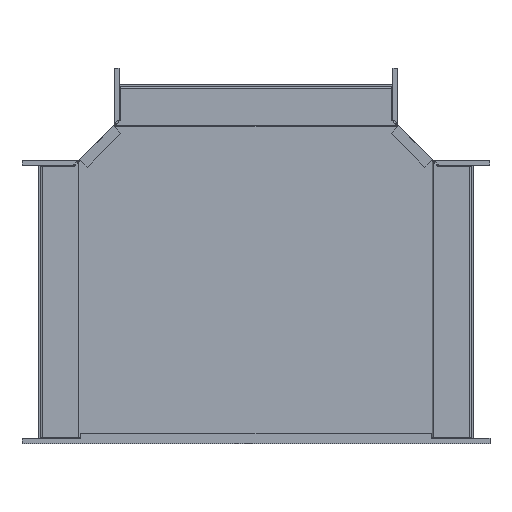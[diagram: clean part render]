
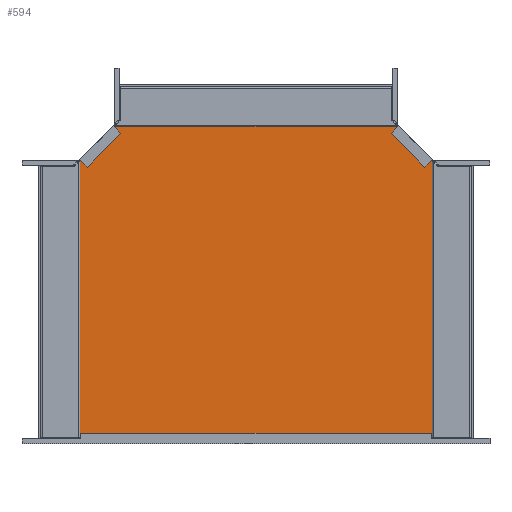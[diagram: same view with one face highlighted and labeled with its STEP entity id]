
A CAD part, front view. The second image highlights one B-rep face of the part: STEP entity #594.
In plain terms, the highlighted planar face has unit normal (0, -1, 0).
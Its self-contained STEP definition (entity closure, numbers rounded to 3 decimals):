
#8 = ORIENTED_EDGE ( 'NONE', *, *, #5153, .F. ) ;
#26 = ORIENTED_EDGE ( 'NONE', *, *, #2534, .F. ) ;
#34 = DIRECTION ( 'NONE',  ( 0.707, 0., -0.707 ) ) ;
#135 = CARTESIAN_POINT ( 'NONE',  ( 246.134, 0., 393.343 ) ) ;
#157 = VECTOR ( 'NONE', #4431, 1000. ) ;
#171 = VECTOR ( 'NONE', #3801, 1000. ) ;
#232 = VERTEX_POINT ( 'NONE', #3848 ) ;
#271 = LINE ( 'NONE', #5069, #3748 ) ;
#309 = CARTESIAN_POINT ( 'NONE',  ( 0., 0., 442.384 ) ) ;
#341 = EDGE_CURVE ( 'NONE', #5201, #3155, #5167, .T. ) ;
#394 = EDGE_CURVE ( 'NONE', #2826, #2148, #3107, .T. ) ;
#508 = CARTESIAN_POINT ( 'NONE',  ( 245.073, 0., 0. ) ) ;
#520 = EDGE_CURVE ( 'NONE', #232, #3664, #3293, .T. ) ;
#538 = CARTESIAN_POINT ( 'NONE',  ( 197.093, 0., 442.384 ) ) ;
#594 = ADVANCED_FACE ( 'NONE', ( #1489 ), #5356, .F. ) ;
#613 = CARTESIAN_POINT ( 'NONE',  ( -197.256, 0., 442.237 ) ) ;
#637 = EDGE_CURVE ( 'NONE', #3462, #2826, #5496, .T. ) ;
#683 = EDGE_CURVE ( 'NONE', #1480, #5175, #1579, .T. ) ;
#819 = VERTEX_POINT ( 'NONE', #3904 ) ;
#861 = CARTESIAN_POINT ( 'NONE',  ( 237.925, 0., 401.648 ) ) ;
#887 = LINE ( 'NONE', #861, #2944 ) ;
#975 = CARTESIAN_POINT ( 'NONE',  ( -197.093, 0., 442.384 ) ) ;
#990 = VERTEX_POINT ( 'NONE', #991 ) ;
#991 = CARTESIAN_POINT ( 'NONE',  ( 246.134, 0., 6.5 ) ) ;
#1017 = EDGE_CURVE ( 'NONE', #3462, #990, #5067, .T. ) ;
#1033 = CARTESIAN_POINT ( 'NONE',  ( -245.987, 0., 393.506 ) ) ;
#1110 = DIRECTION ( 'NONE',  ( -0.707, 0., -0.707 ) ) ;
#1144 = EDGE_LOOP ( 'NONE', ( #4095, #5214, #3809, #1237, #8, #3045, #3001, #3358, #2402, #4217, #3780, #2004, #1145, #3958, #26, #4168 ) ) ;
#1145 = ORIENTED_EDGE ( 'NONE', *, *, #683, .T. ) ;
#1162 = DIRECTION ( 'NONE',  ( 0., 0., 1. ) ) ;
#1170 = DIRECTION ( 'NONE',  ( -1., 0., 0. ) ) ;
#1237 = ORIENTED_EDGE ( 'NONE', *, *, #520, .F. ) ;
#1331 = EDGE_CURVE ( 'NONE', #3664, #990, #1474, .T. ) ;
#1346 = VERTEX_POINT ( 'NONE', #3150 ) ;
#1396 = DIRECTION ( 'NONE',  ( 0., 0., -1. ) ) ;
#1460 = CARTESIAN_POINT ( 'NONE',  ( -245.853, 0., 393.68 ) ) ;
#1474 = LINE ( 'NONE', #4442, #3466 ) ;
#1480 = VERTEX_POINT ( 'NONE', #4280 ) ;
#1489 = FACE_OUTER_BOUND ( 'NONE', #1144, .T. ) ;
#1491 = CARTESIAN_POINT ( 'NONE',  ( 197.256, 0., 442.237 ) ) ;
#1533 = VECTOR ( 'NONE', #1170, 1000. ) ;
#1555 = CARTESIAN_POINT ( 'NONE',  ( 245.073, 0., 6.5 ) ) ;
#1579 = LINE ( 'NONE', #2467, #2551 ) ;
#1892 = DIRECTION ( 'NONE',  ( 0., 0., 1. ) ) ;
#1939 = CARTESIAN_POINT ( 'NONE',  ( 246.134, 0., 393.343 ) ) ;
#1954 = CARTESIAN_POINT ( 'NONE',  ( 245.719, 0., 393.854 ) ) ;
#1980 = CARTESIAN_POINT ( 'NONE',  ( 197.43, 0., 442.103 ) ) ;
#2004 = ORIENTED_EDGE ( 'NONE', *, *, #5406, .F. ) ;
#2010 = LINE ( 'NONE', #3792, #4573 ) ;
#2044 = EDGE_CURVE ( 'NONE', #1346, #5544, #271, .T. ) ;
#2052 = B_SPLINE_CURVE_WITH_KNOTS ( 'NONE', 3,
 ( #2784, #1980, #1491, #538 ),
 .UNSPECIFIED., .F., .F.,
 ( 4, 4 ),
 ( 0.005, 0.006 ),
 .UNSPECIFIED. ) ;
#2053 = CARTESIAN_POINT ( 'NONE',  ( 245.073, 0., 0. ) ) ;
#2148 = VERTEX_POINT ( 'NONE', #3751 ) ;
#2273 = VECTOR ( 'NONE', #3441, 1000. ) ;
#2322 = CARTESIAN_POINT ( 'NONE',  ( -197.604, 0., 441.969 ) ) ;
#2352 = CARTESIAN_POINT ( 'NONE',  ( 245.987, 0., 393.506 ) ) ;
#2402 = ORIENTED_EDGE ( 'NONE', *, *, #3617, .T. ) ;
#2412 = DIRECTION ( 'NONE',  ( 0., 1., 0. ) ) ;
#2467 = CARTESIAN_POINT ( 'NONE',  ( -245.073, 0., 6.5 ) ) ;
#2534 = EDGE_CURVE ( 'NONE', #2148, #3340, #4612, .T. ) ;
#2551 = VECTOR ( 'NONE', #4212, 1000. ) ;
#2623 = CARTESIAN_POINT ( 'NONE',  ( -245.073, 0., 6.5 ) ) ;
#2784 = CARTESIAN_POINT ( 'NONE',  ( 197.604, 0., 441.969 ) ) ;
#2826 = VERTEX_POINT ( 'NONE', #1555 ) ;
#2869 = CARTESIAN_POINT ( 'NONE',  ( -246.134, 0., 393.343 ) ) ;
#2936 = VECTOR ( 'NONE', #1110, 1000. ) ;
#2944 = VECTOR ( 'NONE', #34, 1000. ) ;
#3001 = ORIENTED_EDGE ( 'NONE', *, *, #341, .F. ) ;
#3027 = CARTESIAN_POINT ( 'NONE',  ( -245.073, 0., 0. ) ) ;
#3045 = ORIENTED_EDGE ( 'NONE', *, *, #4200, .T. ) ;
#3107 = LINE ( 'NONE', #508, #157 ) ;
#3150 = CARTESIAN_POINT ( 'NONE',  ( -246.134, 0., 6.5 ) ) ;
#3155 = VERTEX_POINT ( 'NONE', #5305 ) ;
#3158 = CARTESIAN_POINT ( 'NONE',  ( 245.719, 0., 6.5 ) ) ;
#3196 = EDGE_CURVE ( 'NONE', #819, #5544, #4498, .T. ) ;
#3209 = CARTESIAN_POINT ( 'NONE',  ( -197.43, 0., 442.103 ) ) ;
#3246 = CARTESIAN_POINT ( 'NONE',  ( 0., 0., 0. ) ) ;
#3267 = CARTESIAN_POINT ( 'NONE',  ( -237.925, 0., 401.648 ) ) ;
#3293 = B_SPLINE_CURVE_WITH_KNOTS ( 'NONE', 3,
 ( #1954, #3302, #2352, #135 ),
 .UNSPECIFIED., .F., .F.,
 ( 4, 4 ),
 ( 0.005, 0.006 ),
 .UNSPECIFIED. ) ;
#3302 = CARTESIAN_POINT ( 'NONE',  ( 245.853, 0., 393.68 ) ) ;
#3332 = CARTESIAN_POINT ( 'NONE',  ( -197.604, 0., 441.969 ) ) ;
#3340 = VERTEX_POINT ( 'NONE', #3963 ) ;
#3358 = ORIENTED_EDGE ( 'NONE', *, *, #3587, .F. ) ;
#3441 = DIRECTION ( 'NONE',  ( 1., 0., 0. ) ) ;
#3462 = VERTEX_POINT ( 'NONE', #3158 ) ;
#3466 = VECTOR ( 'NONE', #1396, 1000. ) ;
#3587 = EDGE_CURVE ( 'NONE', #5430, #5201, #3594, .T. ) ;
#3594 = B_SPLINE_CURVE_WITH_KNOTS ( 'NONE', 3,
 ( #2322, #3209, #613, #5005 ),
 .UNSPECIFIED., .F., .F.,
 ( 4, 4 ),
 ( 0.005, 0.006 ),
 .UNSPECIFIED. ) ;
#3617 = EDGE_CURVE ( 'NONE', #5430, #819, #5040, .T. ) ;
#3664 = VERTEX_POINT ( 'NONE', #1939 ) ;
#3748 = VECTOR ( 'NONE', #1162, 1000. ) ;
#3751 = CARTESIAN_POINT ( 'NONE',  ( 245.073, 0., 0. ) ) ;
#3780 = ORIENTED_EDGE ( 'NONE', *, *, #2044, .F. ) ;
#3792 = CARTESIAN_POINT ( 'NONE',  ( 0., 0., 6.5 ) ) ;
#3801 = DIRECTION ( 'NONE',  ( -1., 0., 0. ) ) ;
#3809 = ORIENTED_EDGE ( 'NONE', *, *, #1331, .F. ) ;
#3832 = VECTOR ( 'NONE', #4204, 1000. ) ;
#3848 = CARTESIAN_POINT ( 'NONE',  ( 245.719, 0., 393.854 ) ) ;
#3904 = CARTESIAN_POINT ( 'NONE',  ( -245.719, 0., 393.854 ) ) ;
#3958 = ORIENTED_EDGE ( 'NONE', *, *, #5084, .T. ) ;
#3963 = CARTESIAN_POINT ( 'NONE',  ( -245.073, 0., 0. ) ) ;
#3996 = VERTEX_POINT ( 'NONE', #4191 ) ;
#4095 = ORIENTED_EDGE ( 'NONE', *, *, #637, .F. ) ;
#4108 = AXIS2_PLACEMENT_3D ( 'NONE', #3246, #2412, #1892 ) ;
#4168 = ORIENTED_EDGE ( 'NONE', *, *, #394, .F. ) ;
#4191 = CARTESIAN_POINT ( 'NONE',  ( 197.604, 0., 441.969 ) ) ;
#4200 = EDGE_CURVE ( 'NONE', #3996, #3155, #2052, .T. ) ;
#4204 = DIRECTION ( 'NONE',  ( 1., 0., 0. ) ) ;
#4212 = DIRECTION ( 'NONE',  ( 1., 0., 0. ) ) ;
#4217 = ORIENTED_EDGE ( 'NONE', *, *, #3196, .T. ) ;
#4223 = DIRECTION ( 'NONE',  ( 0., 0., -1. ) ) ;
#4280 = CARTESIAN_POINT ( 'NONE',  ( -245.719, 0., 6.5 ) ) ;
#4404 = CARTESIAN_POINT ( 'NONE',  ( -246.134, 0., 393.343 ) ) ;
#4431 = DIRECTION ( 'NONE',  ( 0., 0., -1. ) ) ;
#4442 = CARTESIAN_POINT ( 'NONE',  ( 246.134, 0., 0. ) ) ;
#4498 = B_SPLINE_CURVE_WITH_KNOTS ( 'NONE', 3,
 ( #5384, #1460, #1033, #2869 ),
 .UNSPECIFIED., .F., .F.,
 ( 4, 4 ),
 ( 0.005, 0.006 ),
 .UNSPECIFIED. ) ;
#4573 = VECTOR ( 'NONE', #5548, 1000. ) ;
#4612 = LINE ( 'NONE', #2053, #171 ) ;
#4624 = CARTESIAN_POINT ( 'NONE',  ( 245.073, 0., 6.5 ) ) ;
#4652 = CARTESIAN_POINT ( 'NONE',  ( 245.719, 0., 6.5 ) ) ;
#5005 = CARTESIAN_POINT ( 'NONE',  ( -197.093, 0., 442.384 ) ) ;
#5040 = LINE ( 'NONE', #3267, #2936 ) ;
#5067 = LINE ( 'NONE', #4652, #3832 ) ;
#5069 = CARTESIAN_POINT ( 'NONE',  ( -246.134, 0., 0. ) ) ;
#5084 = EDGE_CURVE ( 'NONE', #5175, #3340, #5637, .T. ) ;
#5153 = EDGE_CURVE ( 'NONE', #3996, #232, #887, .T. ) ;
#5167 = LINE ( 'NONE', #309, #2273 ) ;
#5175 = VERTEX_POINT ( 'NONE', #2623 ) ;
#5201 = VERTEX_POINT ( 'NONE', #975 ) ;
#5214 = ORIENTED_EDGE ( 'NONE', *, *, #1017, .T. ) ;
#5305 = CARTESIAN_POINT ( 'NONE',  ( 197.093, 0., 442.384 ) ) ;
#5356 = PLANE ( 'NONE',  #4108 ) ;
#5384 = CARTESIAN_POINT ( 'NONE',  ( -245.719, 0., 393.854 ) ) ;
#5406 = EDGE_CURVE ( 'NONE', #1480, #1346, #2010, .T. ) ;
#5407 = VECTOR ( 'NONE', #4223, 1000. ) ;
#5430 = VERTEX_POINT ( 'NONE', #3332 ) ;
#5496 = LINE ( 'NONE', #4624, #1533 ) ;
#5544 = VERTEX_POINT ( 'NONE', #4404 ) ;
#5548 = DIRECTION ( 'NONE',  ( -1., 0., 0. ) ) ;
#5637 = LINE ( 'NONE', #3027, #5407 ) ;
